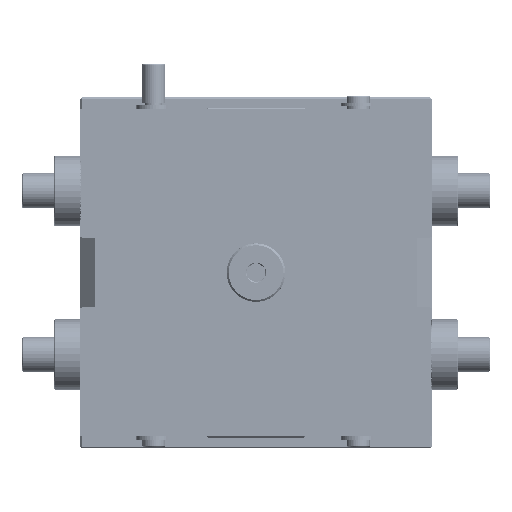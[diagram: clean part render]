
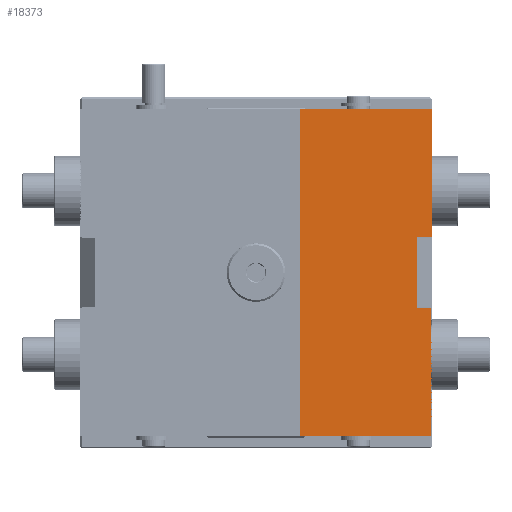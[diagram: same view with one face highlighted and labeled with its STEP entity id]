
A CAD part, front view. The second image highlights one B-rep face of the part: STEP entity #18373.
In plain terms, the highlighted planar face has unit normal (0, -1, 0).
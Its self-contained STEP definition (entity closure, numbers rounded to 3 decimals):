
#481=PLANE('',#19668);
#1507=FACE_OUTER_BOUND('',#2639,.T.);
#2639=EDGE_LOOP('',(#14736,#14737,#14738,#14739,#14740,#14741,#14742,#14743));
#5157=LINE('',#51875,#6540);
#5159=LINE('',#51879,#6542);
#5160=LINE('',#51881,#6543);
#5161=LINE('',#51883,#6544);
#5162=LINE('',#51885,#6545);
#5163=LINE('',#51887,#6546);
#5164=LINE('',#51889,#6547);
#5165=LINE('',#51890,#6548);
#6540=VECTOR('',#22231,10.);
#6542=VECTOR('',#22235,10.);
#6543=VECTOR('',#22236,10.);
#6544=VECTOR('',#22237,10.);
#6545=VECTOR('',#22238,10.);
#6546=VECTOR('',#22239,10.);
#6547=VECTOR('',#22240,10.);
#6548=VECTOR('',#22241,10.);
#8345=VERTEX_POINT('',#51872);
#8346=VERTEX_POINT('',#51874);
#8347=VERTEX_POINT('',#51878);
#8348=VERTEX_POINT('',#51880);
#8349=VERTEX_POINT('',#51882);
#8350=VERTEX_POINT('',#51884);
#8351=VERTEX_POINT('',#51886);
#8352=VERTEX_POINT('',#51888);
#10617=EDGE_CURVE('',#8346,#8345,#5157,.T.);
#10619=EDGE_CURVE('',#8347,#8346,#5159,.T.);
#10620=EDGE_CURVE('',#8345,#8348,#5160,.T.);
#10621=EDGE_CURVE('',#8349,#8348,#5161,.T.);
#10622=EDGE_CURVE('',#8350,#8349,#5162,.T.);
#10623=EDGE_CURVE('',#8350,#8351,#5163,.T.);
#10624=EDGE_CURVE('',#8352,#8351,#5164,.T.);
#10625=EDGE_CURVE('',#8347,#8352,#5165,.T.);
#14736=ORIENTED_EDGE('',*,*,#10619,.T.);
#14737=ORIENTED_EDGE('',*,*,#10617,.T.);
#14738=ORIENTED_EDGE('',*,*,#10620,.T.);
#14739=ORIENTED_EDGE('',*,*,#10621,.F.);
#14740=ORIENTED_EDGE('',*,*,#10622,.F.);
#14741=ORIENTED_EDGE('',*,*,#10623,.T.);
#14742=ORIENTED_EDGE('',*,*,#10624,.F.);
#14743=ORIENTED_EDGE('',*,*,#10625,.F.);
#18373=ADVANCED_FACE('',(#1507),#481,.T.);
#19668=AXIS2_PLACEMENT_3D('',#51877,#22233,#22234);
#22231=DIRECTION('',(0.,0.,1.));
#22233=DIRECTION('center_axis',(0.,-1.,0.));
#22234=DIRECTION('ref_axis',(-1.,0.,0.));
#22235=DIRECTION('',(-1.,0.,0.));
#22236=DIRECTION('',(1.,0.,0.));
#22237=DIRECTION('',(0.,0.,-1.));
#22238=DIRECTION('',(1.,0.,0.));
#22239=DIRECTION('',(0.,0.,-1.));
#22240=DIRECTION('',(-1.,0.,0.));
#22241=DIRECTION('',(0.,0.,-1.));
#51872=CARTESIAN_POINT('',(20.,0.,-22.));
#51874=CARTESIAN_POINT('',(20.,0.,-34.));
#51875=CARTESIAN_POINT('',(20.,0.,-17.));
#51877=CARTESIAN_POINT('Origin',(22.5,0.,0.));
#51878=CARTESIAN_POINT('',(22.5,0.,-34.));
#51879=CARTESIAN_POINT('',(22.5,0.,-34.));
#51880=CARTESIAN_POINT('',(22.5,0.,-22.));
#51881=CARTESIAN_POINT('',(21.25,0.,-22.));
#51882=CARTESIAN_POINT('',(22.5,0.,0.));
#51883=CARTESIAN_POINT('',(22.5,0.,0.));
#51884=CARTESIAN_POINT('',(0.,0.,0.));
#51885=CARTESIAN_POINT('',(0.,0.,0.));
#51886=CARTESIAN_POINT('',(0.,0.,-56.));
#51887=CARTESIAN_POINT('',(0.,0.,0.));
#51888=CARTESIAN_POINT('',(22.5,0.,-56.));
#51889=CARTESIAN_POINT('',(0.,0.,-56.));
#51890=CARTESIAN_POINT('',(22.5,0.,0.));
